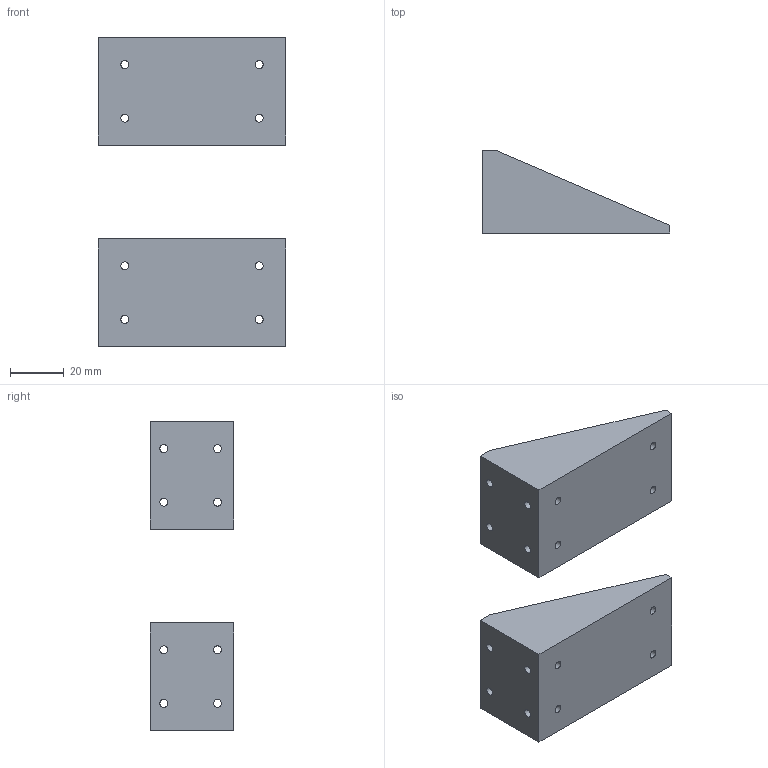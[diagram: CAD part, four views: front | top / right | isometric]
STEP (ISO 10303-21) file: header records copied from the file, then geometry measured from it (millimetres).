
FILE_DESCRIPTION(/* description */ (''),/* implementation_level */ '2;1');
FILE_NAME(/* name */ 'équerre support X.step',/* time_stamp */ '2020-06-15T17:45:58+02:00',/* author */ (''),/* organization */ (''),/* preprocessor_version */ 'ST-DEVELOPER v18.1',/* originating_system */ 'Autodesk Translation Framework v9.3.0.1241',/* authorisation */ '');
FILE_SCHEMA (('AUTOMOTIVE_DESIGN { 1 0 10303 214 3 1 1 }'));
Length unit declared in the file: millimetre
Products named in the file (1): équerre support x
Bounding box: 70 x 31 x 115 mm (x, y, z)
Volume: 45747.6 mm3; surface area: 24772.5 mm2
Topology: 2 solids, 2 shells, 44 faces, 112 edges, 72 vertices
Faces by surface type: plane 28, cylinder 16
Full cylindrical faces by diameter (mm): 3 x16
Entity records: 1420 total; most frequent: DIRECTION 234, CARTESIAN_POINT 229, ORIENTED_EDGE 224, EDGE_CURVE 112, LINE 80, VECTOR 80, AXIS2_PLACEMENT_3D 77, EDGE_LOOP 76
